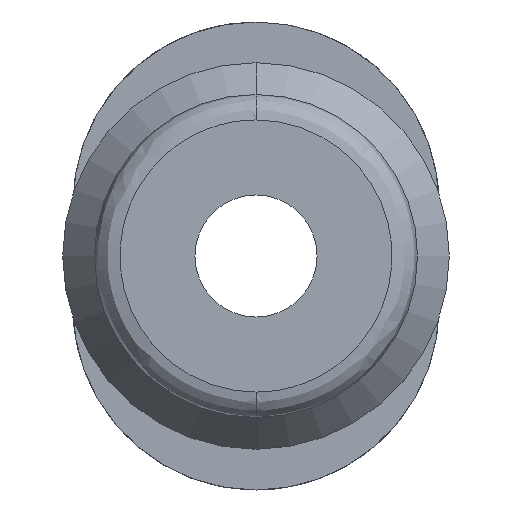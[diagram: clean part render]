
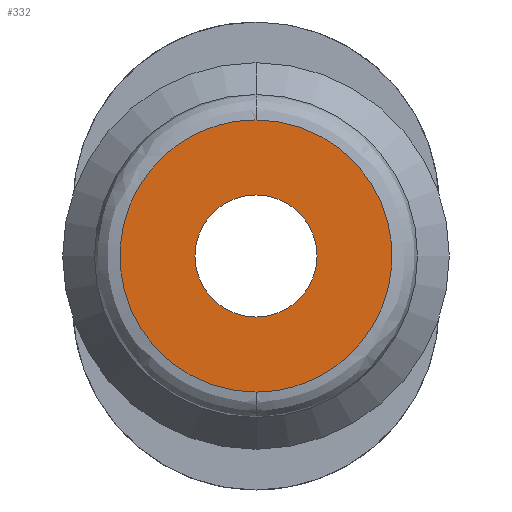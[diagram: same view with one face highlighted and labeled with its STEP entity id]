
A CAD part, front view. The second image highlights one B-rep face of the part: STEP entity #332.
In plain terms, the highlighted planar face has unit normal (0, -1, 0).
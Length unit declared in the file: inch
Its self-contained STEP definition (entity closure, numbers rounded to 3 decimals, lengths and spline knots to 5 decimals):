
#77 = CIRCLE ( 'NONE', #1393, 0.04724 ) ;
#164 = CARTESIAN_POINT ( 'NONE',  ( 0., 0., 0.10531 ) ) ;
#329 = ORIENTED_EDGE ( 'NONE', *, *, #1200, .F. ) ;
#332 = ADVANCED_FACE ( 'NONE', ( #1321, #1352 ), #2289, .T. ) ;
#357 = VERTEX_POINT ( 'NONE', #164 ) ;
#385 = VERTEX_POINT ( 'NONE', #1766 ) ;
#434 = DIRECTION ( 'NONE',  ( 1., 0., 0. ) ) ;
#436 = CARTESIAN_POINT ( 'NONE',  ( 0., 0., -0.10531 ) ) ;
#441 = DIRECTION ( 'NONE',  ( 0., 1., 0. ) ) ;
#464 = CARTESIAN_POINT ( 'NONE',  ( 0., 0., 0. ) ) ;
#474 = AXIS2_PLACEMENT_3D ( 'NONE', #464, #441, #434 ) ;
#575 = DIRECTION ( 'NONE',  ( 0., 1., 0. ) ) ;
#618 = CARTESIAN_POINT ( 'NONE',  ( -0.04724, 0., 0. ) ) ;
#671 = EDGE_CURVE ( 'NONE', #385, #1602, #1213, .T. ) ;
#674 =( BOUNDED_CURVE ( )  B_SPLINE_CURVE ( 3, ( #1095, #2174, #698, #2021 ),
 .UNSPECIFIED., .F., .T. ) 
 B_SPLINE_CURVE_WITH_KNOTS ( ( 4, 4 ),
 ( 0.25, 0.75 ),
 .UNSPECIFIED. ) 
 CURVE ( )  GEOMETRIC_REPRESENTATION_ITEM ( )  RATIONAL_B_SPLINE_CURVE ( ( 1., 0.333, 0.333, 1. ) ) 
 REPRESENTATION_ITEM ( '' )  );
#698 = CARTESIAN_POINT ( 'NONE',  ( 0.21063, 0., -0.10531 ) ) ;
#773 = AXIS2_PLACEMENT_3D ( 'NONE', #946, #917, #815 ) ;
#790 = VERTEX_POINT ( 'NONE', #2002 ) ;
#815 = DIRECTION ( 'NONE',  ( 0., 0., -1. ) ) ;
#830 = CARTESIAN_POINT ( 'NONE',  ( 0., 0., 0.10531 ) ) ;
#917 = DIRECTION ( 'NONE',  ( 0., -1., 0. ) ) ;
#946 = CARTESIAN_POINT ( 'NONE',  ( -0.05266, 0., 0. ) ) ;
#1095 = CARTESIAN_POINT ( 'NONE',  ( 0., 0., 0.10531 ) ) ;
#1118 =( BOUNDED_CURVE ( )  B_SPLINE_CURVE ( 3, ( #436, #1623, #1967, #830 ),
 .UNSPECIFIED., .F., .T. ) 
 B_SPLINE_CURVE_WITH_KNOTS ( ( 4, 4 ),
 ( 0.75, 1.25 ),
 .UNSPECIFIED. ) 
 CURVE ( )  GEOMETRIC_REPRESENTATION_ITEM ( )  RATIONAL_B_SPLINE_CURVE ( ( 1., 0.333, 0.333, 1. ) ) 
 REPRESENTATION_ITEM ( '' )  );
#1178 = EDGE_LOOP ( 'NONE', ( #329, #1989 ) ) ;
#1200 = EDGE_CURVE ( 'NONE', #357, #790, #674, .T. ) ;
#1213 = CIRCLE ( 'NONE', #474, 0.04724 ) ;
#1321 = FACE_BOUND ( 'NONE', #2212, .T. ) ;
#1352 = FACE_OUTER_BOUND ( 'NONE', #1178, .T. ) ;
#1393 = AXIS2_PLACEMENT_3D ( 'NONE', #1736, #575, #1911 ) ;
#1602 = VERTEX_POINT ( 'NONE', #618 ) ;
#1623 = CARTESIAN_POINT ( 'NONE',  ( -0.21063, 0., -0.10531 ) ) ;
#1736 = CARTESIAN_POINT ( 'NONE',  ( 0., 0., 0. ) ) ;
#1766 = CARTESIAN_POINT ( 'NONE',  ( 0.04724, 0., 0. ) ) ;
#1857 = ORIENTED_EDGE ( 'NONE', *, *, #671, .T. ) ;
#1911 = DIRECTION ( 'NONE',  ( 1., 0., 0. ) ) ;
#1932 = ORIENTED_EDGE ( 'NONE', *, *, #2086, .T. ) ;
#1967 = CARTESIAN_POINT ( 'NONE',  ( -0.21063, 0., 0.10531 ) ) ;
#1989 = ORIENTED_EDGE ( 'NONE', *, *, #2397, .F. ) ;
#2002 = CARTESIAN_POINT ( 'NONE',  ( 0., 0., -0.10531 ) ) ;
#2021 = CARTESIAN_POINT ( 'NONE',  ( 0., 0., -0.10531 ) ) ;
#2086 = EDGE_CURVE ( 'NONE', #1602, #385, #77, .T. ) ;
#2174 = CARTESIAN_POINT ( 'NONE',  ( 0.21063, 0., 0.10531 ) ) ;
#2212 = EDGE_LOOP ( 'NONE', ( #1857, #1932 ) ) ;
#2289 = PLANE ( 'NONE',  #773 ) ;
#2397 = EDGE_CURVE ( 'NONE', #790, #357, #1118, .T. ) ;
